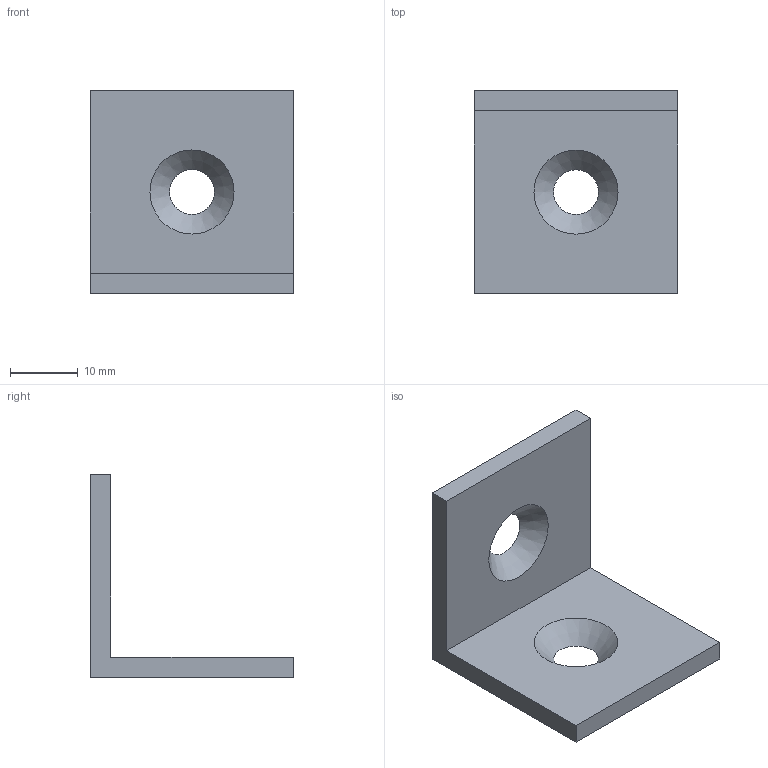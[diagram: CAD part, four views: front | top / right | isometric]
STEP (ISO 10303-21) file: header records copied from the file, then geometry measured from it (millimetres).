
FILE_DESCRIPTION(/* description */ ('Stahlwinkel 30x30, schwarz'),/* implementation_level */ '2;1');
FILE_NAME(/* name */ '402700003 Stahlwinkel 30x30 schwarz.stp',/* time_stamp */ '2019-10-16T13:54:27+02:00',/* author */ ('wheldmann'),/* organization */ (''),/* preprocessor_version */ 'ST-DEVELOPER v17.2',/* originating_system */ 'Autodesk Inventor 2019',/* authorisation */ ' ');
FILE_SCHEMA (('AUTOMOTIVE_DESIGN { 1 0 10303 214 3 1 1 }'));
Length unit declared in the file: millimetre
Products named in the file (1): 402700003
Bounding box: 30 x 30 x 30 mm (x, y, z)
Volume: 4691.5 mm3; surface area: 3881.1 mm2
Topology: 1 solids, 1 shells, 10 faces, 26 edges, 18 vertices
Faces by surface type: plane 8, cone 2
Entity records: 361 total; most frequent: CARTESIAN_POINT 55, DIRECTION 54, ORIENTED_EDGE 52, EDGE_CURVE 26, LINE 20, VECTOR 20, VERTEX_POINT 18, AXIS2_PLACEMENT_3D 17
